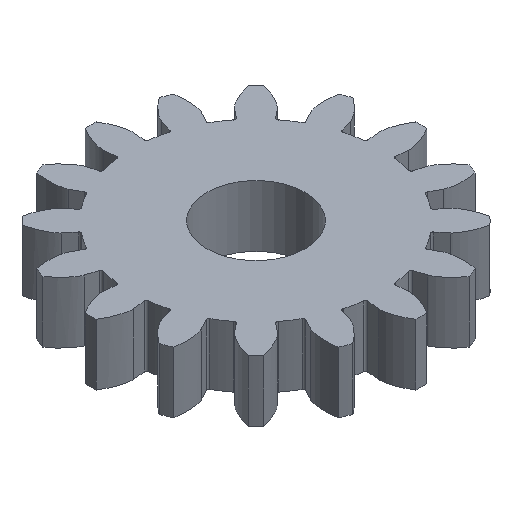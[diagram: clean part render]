
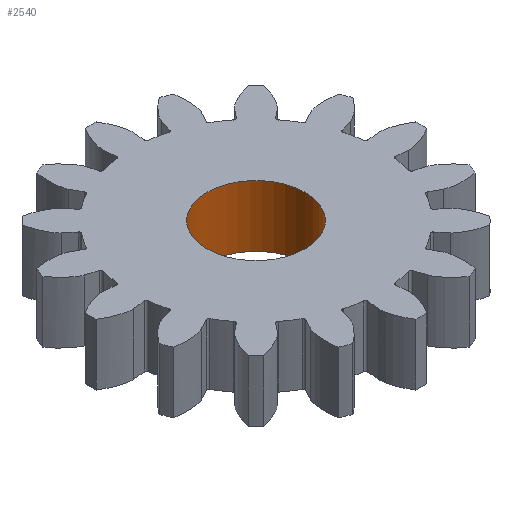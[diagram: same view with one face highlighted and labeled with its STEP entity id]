
A CAD part, isometric view. The second image highlights one B-rep face of the part: STEP entity #2540.
In plain terms, the highlighted cylindrical face has radius 4 mm (diameter 8 mm), a full revolution.
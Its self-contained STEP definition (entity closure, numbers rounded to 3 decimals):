
#276=FACE_OUTER_BOUND('',#409,.T.);
#409=EDGE_LOOP('',(#2338,#2339,#2340,#2341));
#603=LINE('',#13717,#796);
#796=VECTOR('',#3435,4.);
#864=CIRCLE('',#2629,4.);
#926=CIRCLE('',#2782,4.);
#1063=VERTEX_POINT('',#6540);
#1184=VERTEX_POINT('',#13714);
#1328=EDGE_CURVE('',#1063,#1063,#864,.T.);
#1570=EDGE_CURVE('',#1184,#1184,#926,.T.);
#1571=EDGE_CURVE('',#1184,#1063,#603,.T.);
#2338=ORIENTED_EDGE('',*,*,#1570,.F.);
#2339=ORIENTED_EDGE('',*,*,#1571,.T.);
#2340=ORIENTED_EDGE('',*,*,#1328,.T.);
#2341=ORIENTED_EDGE('',*,*,#1571,.F.);
#2409=CYLINDRICAL_SURFACE('',#2783,4.);
#2540=ADVANCED_FACE('',(#276),#2409,.F.);
#2629=AXIS2_PLACEMENT_3D('',#6541,#2975,#2976);
#2782=AXIS2_PLACEMENT_3D('',#13715,#3431,#3432);
#2783=AXIS2_PLACEMENT_3D('',#13716,#3433,#3434);
#2975=DIRECTION('center_axis',(0.,0.,-1.));
#2976=DIRECTION('ref_axis',(1.,0.,0.));
#3431=DIRECTION('center_axis',(0.,0.,-1.));
#3432=DIRECTION('ref_axis',(1.,0.,0.));
#3433=DIRECTION('center_axis',(0.,0.,1.));
#3434=DIRECTION('ref_axis',(1.,0.,0.));
#3435=DIRECTION('',(0.,0.,-1.));
#6540=CARTESIAN_POINT('',(-4.,0.,0.));
#6541=CARTESIAN_POINT('Origin',(0.,0.,0.));
#13714=CARTESIAN_POINT('',(-4.,0.,5.));
#13715=CARTESIAN_POINT('Origin',(0.,0.,5.));
#13716=CARTESIAN_POINT('Origin',(0.,0.,0.));
#13717=CARTESIAN_POINT('',(-4.,0.,0.));
